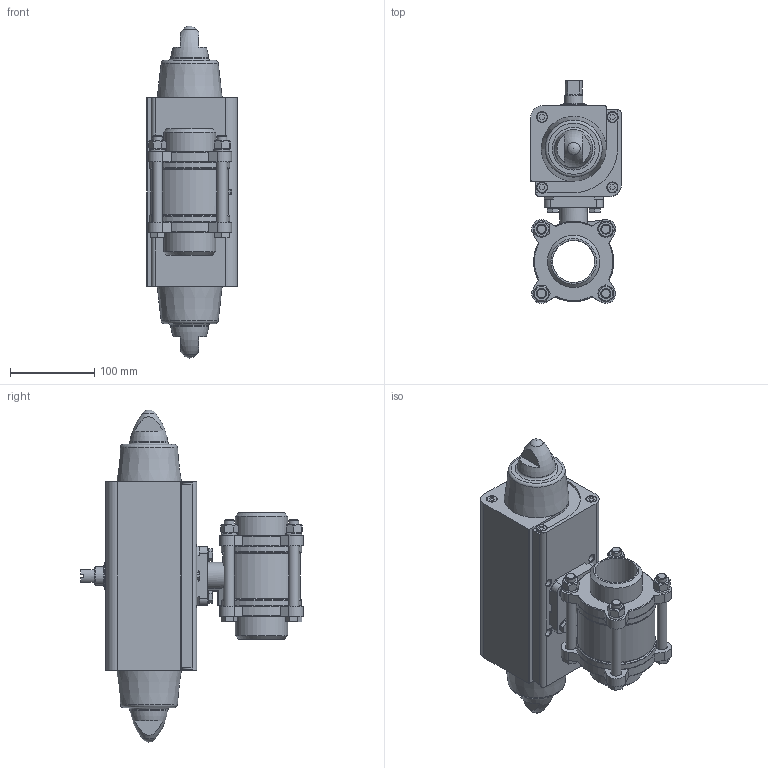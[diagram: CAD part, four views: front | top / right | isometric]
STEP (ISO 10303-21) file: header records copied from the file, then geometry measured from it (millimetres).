
FILE_DESCRIPTION(/* description */ ('STEP AP214'),/* implementation_level */ '2;1');
FILE_NAME(/* name */ '1774110_VZBA-2-WW-63-T-22-F0507-V4V4T-PS90-R-90-4-C',/* time_stamp */ '2024-09-18T00:27:23+02:00',/* author */ ('License CC BY-ND 4.0'),/* organization */ ('CADENAS'),/* preprocessor_version */ 'ST-DEVELOPER v19.3',/* originating_system */ 'PARTsolutions',/* authorisation */ ' ');
FILE_SCHEMA (('AUTOMOTIVE_DESIGN {1 0 10303 214 3 1 1}'));
Length unit declared in the file: millimetre
Products named in the file (7): 1774110 VZBA-2"-WW-63-T-22-F0507-V4V4T-PS90-R-90-4-C; 1686699 VZBA-2''-WW-63-T-22-F0507-V4V4T; 690068 S 8 A2; Hexagon bolt DIN 933 - M8x22; 8082124 DARQ-R-A-S22-S14-22; 533442 DAPS-0090-090-RS4-F0710---(1); 533442 DAPS-0090-090-RS4-F0710---(2)
Assembly tree (11 placements, depth 2):
  1774110 VZBA-2"-WW-63-T-22-F0507-V4V4T-PS90-R-90-4-C
    690068 S 8 A2  x4
    Hexagon bolt DIN 933 - M8x22  x4
    8082124 DARQ-R-A-S22-S14-22
    533442 DAPS-0090-090-RS4-F0710---(1)
    533442 DAPS-0090-090-RS4-F0710---(2)
  1686699 VZBA-2''-WW-63-T-22-F0507-V4V4T
Bounding box: 107.5 x 264.18 x 393.7 mm (x, y, z)
Volume: 3628575.1 mm3; surface area: 308081 mm2
Topology: 12 solids, 12 shells, 638 faces, 1572 edges, 1005 vertices
Faces by surface type: plane 349, cylinder 150, cone 101, torus 36, sphere 2
Full cylindrical faces by diameter (mm): 4.134 x8, 4.917 x1, 6.647 x4, 8 x4, 8.376 x4, 8.4 x4, 8.566 x2, 11.63 x4, 12 x8, 12.5 x9, 13 x12, 19 x1, 22 x1, 25.1 x1, 31 x2, 38.5 x1, 44 x2, 50 x1, 62 x2, 92 x1, 95 x1
Entity records: 16305 total; most frequent: CARTESIAN_POINT 3222, DIRECTION 2662, ORIENTED_EDGE 2440, EDGE_CURVE 1220, AXIS2_PLACEMENT_3D 965, VERTEX_POINT 885, FACE_BOUND 811, EDGE_LOOP 792
